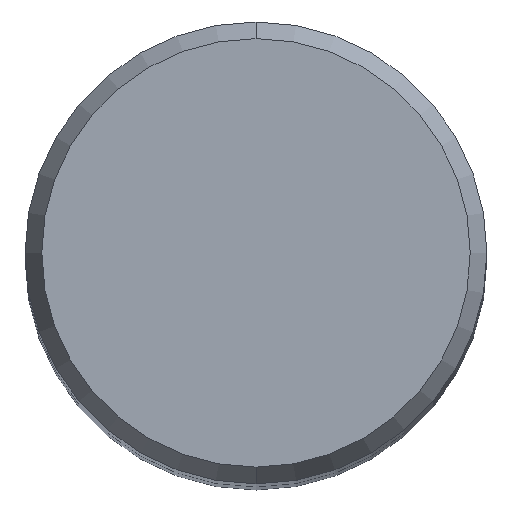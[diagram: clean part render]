
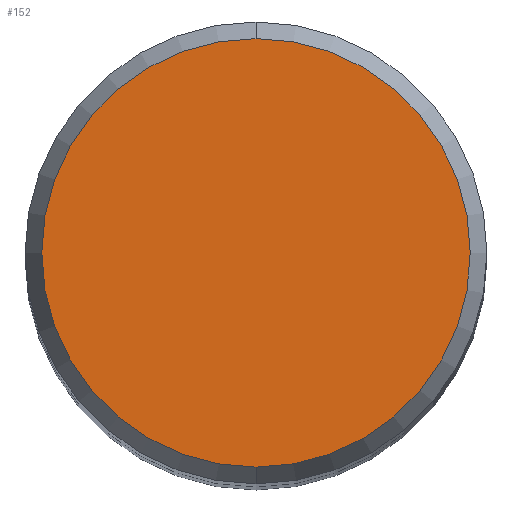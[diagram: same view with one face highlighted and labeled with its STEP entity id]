
A CAD part, top view. The second image highlights one B-rep face of the part: STEP entity #152.
In plain terms, the highlighted planar face has unit normal (0, 0, 1).
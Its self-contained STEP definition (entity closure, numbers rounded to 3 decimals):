
#152=ADVANCED_FACE('',(#401),#402,.T.);
#206=VERTEX_POINT('',#463);
#236=EDGE_CURVE('',#206,#318,#494,.T.);
#318=VERTEX_POINT('',#582);
#330=EDGE_CURVE('',#318,#206,#594,.T.);
#401=FACE_OUTER_BOUND('',#675,.T.);
#402=PLANE('',#676);
#463=CARTESIAN_POINT('',(0.0,7.423,0.0));
#494=CIRCLE('',#981,7.423);
#582=CARTESIAN_POINT('',(0.,-7.423,0.0));
#594=CIRCLE('',#1184,7.423);
#675=EDGE_LOOP('',(#1268,#1269));
#676=AXIS2_PLACEMENT_3D('',#1270,#1271,#1272);
#981=AXIS2_PLACEMENT_3D('',#1362,#1363,#1364);
#1184=AXIS2_PLACEMENT_3D('',#1455,#1456,#1457);
#1268=ORIENTED_EDGE('',*,*,#236,.F.);
#1269=ORIENTED_EDGE('',*,*,#330,.F.);
#1270=CARTESIAN_POINT('',(0.0,3.711,0.0));
#1271=DIRECTION('',(-0.0,0.0,1.0));
#1272=DIRECTION('',(0.0,-1.0,0.0));
#1362=CARTESIAN_POINT('',(0.0,0.0,0.0));
#1363=DIRECTION('',(0.0,0.0,-1.0));
#1364=DIRECTION('',(0.0,1.0,0.0));
#1455=CARTESIAN_POINT('',(0.0,0.0,0.0));
#1456=DIRECTION('',(0.0,0.0,-1.0));
#1457=DIRECTION('',(0.0,1.0,0.0));
